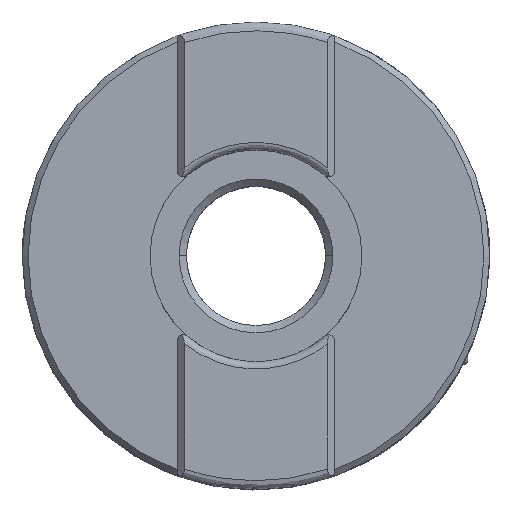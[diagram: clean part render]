
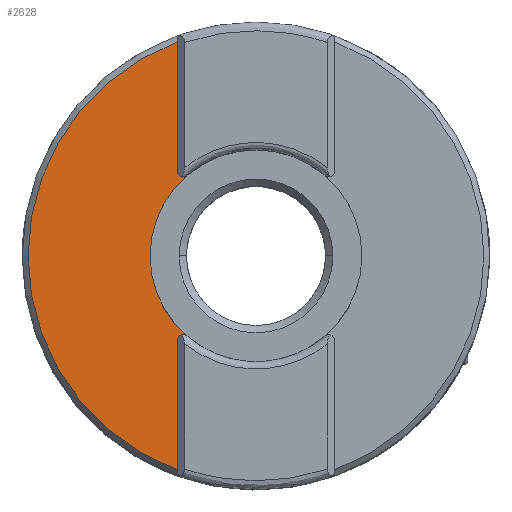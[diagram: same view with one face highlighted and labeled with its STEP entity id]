
A CAD part, top view. The second image highlights one B-rep face of the part: STEP entity #2628.
In plain terms, the highlighted planar face has unit normal (0, 0, 1).
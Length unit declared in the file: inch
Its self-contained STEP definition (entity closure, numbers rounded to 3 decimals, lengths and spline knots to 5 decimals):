
#32 = ORIENTED_EDGE ( 'NONE', *, *, #2659, .F. ) ;
#42 = CARTESIAN_POINT ( 'NONE',  ( 0., 0., 0.56693 ) ) ;
#119 = ORIENTED_EDGE ( 'NONE', *, *, #2612, .F. ) ;
#192 = DIRECTION ( 'NONE',  ( 0., 1., 0. ) ) ;
#256 = DIRECTION ( 'NONE',  ( 1., 0., 0. ) ) ;
#483 = CARTESIAN_POINT ( 'NONE',  ( 0., 0., 0.56693 ) ) ;
#491 = CARTESIAN_POINT ( 'NONE',  ( -0.21201, -0.22846, 0.56693 ) ) ;
#506 = CARTESIAN_POINT ( 'NONE',  ( -0.19626, -0.22846, 0.56693 ) ) ;
#510 = LINE ( 'NONE', #1348, #2042 ) ;
#556 = CARTESIAN_POINT ( 'NONE',  ( -0.186, -0.21651, 0.56693 ) ) ;
#559 = AXIS2_PLACEMENT_3D ( 'NONE', #3162, #3195, #3475 ) ;
#722 = CIRCLE ( 'NONE', #2153, 0.61417 ) ;
#785 = FACE_OUTER_BOUND ( 'NONE', #3237, .T. ) ;
#819 = EDGE_CURVE ( 'NONE', #1227, #3043, #1032, .T. ) ;
#842 = CARTESIAN_POINT ( 'NONE',  ( -0.19626, 0.22846, 0.56693 ) ) ;
#938 = CARTESIAN_POINT ( 'NONE',  ( 0., 0., 0.56693 ) ) ;
#1003 = AXIS2_PLACEMENT_3D ( 'NONE', #483, #3027, #3586 ) ;
#1032 = CIRCLE ( 'NONE', #1684, 0.28543 ) ;
#1041 = CARTESIAN_POINT ( 'NONE',  ( -0.21201, 0., 0.56693 ) ) ;
#1180 = CIRCLE ( 'NONE', #3369, 0.01575 ) ;
#1188 = CARTESIAN_POINT ( 'NONE',  ( -0.28543, 0., 0.56693 ) ) ;
#1227 = VERTEX_POINT ( 'NONE', #1188 ) ;
#1348 = CARTESIAN_POINT ( 'NONE',  ( -0.21201, 0., 0.56693 ) ) ;
#1366 = DIRECTION ( 'NONE',  ( 0., 1., 0. ) ) ;
#1398 = DIRECTION ( 'NONE',  ( 0., 0., 1. ) ) ;
#1684 = AXIS2_PLACEMENT_3D ( 'NONE', #42, #3424, #2307 ) ;
#1704 = EDGE_CURVE ( 'NONE', #3390, #3048, #2709, .T. ) ;
#1786 = CARTESIAN_POINT ( 'NONE',  ( -0.21201, -0.57642, 0.56693 ) ) ;
#1919 = CIRCLE ( 'NONE', #559, 0.28543 ) ;
#2001 = EDGE_CURVE ( 'NONE', #3390, #2644, #722, .T. ) ;
#2042 = VECTOR ( 'NONE', #1366, 39.37008 ) ;
#2072 = AXIS2_PLACEMENT_3D ( 'NONE', #842, #2499, #256 ) ;
#2081 = ORIENTED_EDGE ( 'NONE', *, *, #2001, .F. ) ;
#2153 = AXIS2_PLACEMENT_3D ( 'NONE', #938, #2345, #3463 ) ;
#2307 = DIRECTION ( 'NONE',  ( 1., 0., 0. ) ) ;
#2345 = DIRECTION ( 'NONE',  ( 0., 0., -1. ) ) ;
#2499 = DIRECTION ( 'NONE',  ( 0., 0., 1. ) ) ;
#2560 = ORIENTED_EDGE ( 'NONE', *, *, #3305, .T. ) ;
#2612 = EDGE_CURVE ( 'NONE', #2893, #3048, #1180, .T. ) ;
#2628 = ADVANCED_FACE ( 'NONE', ( #785 ), #2775, .T. ) ;
#2644 = VERTEX_POINT ( 'NONE', #2755 ) ;
#2659 = EDGE_CURVE ( 'NONE', #2736, #3043, #2721, .T. ) ;
#2673 = ORIENTED_EDGE ( 'NONE', *, *, #1704, .T. ) ;
#2709 = LINE ( 'NONE', #1041, #3450 ) ;
#2721 = CIRCLE ( 'NONE', #2072, 0.01575 ) ;
#2736 = VERTEX_POINT ( 'NONE', #3676 ) ;
#2755 = CARTESIAN_POINT ( 'NONE',  ( -0.21201, 0.57642, 0.56693 ) ) ;
#2775 = PLANE ( 'NONE',  #1003 ) ;
#2799 = ORIENTED_EDGE ( 'NONE', *, *, #3422, .T. ) ;
#2893 = VERTEX_POINT ( 'NONE', #556 ) ;
#3027 = DIRECTION ( 'NONE',  ( 0., 0., 1. ) ) ;
#3043 = VERTEX_POINT ( 'NONE', #3291 ) ;
#3048 = VERTEX_POINT ( 'NONE', #491 ) ;
#3066 = DIRECTION ( 'NONE',  ( 1., 0., 0. ) ) ;
#3162 = CARTESIAN_POINT ( 'NONE',  ( 0., 0., 0.56693 ) ) ;
#3195 = DIRECTION ( 'NONE',  ( 0., 0., -1. ) ) ;
#3237 = EDGE_LOOP ( 'NONE', ( #2081, #2673, #119, #2799, #3537, #32, #2560 ) ) ;
#3291 = CARTESIAN_POINT ( 'NONE',  ( -0.186, 0.21651, 0.56693 ) ) ;
#3305 = EDGE_CURVE ( 'NONE', #2736, #2644, #510, .T. ) ;
#3369 = AXIS2_PLACEMENT_3D ( 'NONE', #506, #1398, #3066 ) ;
#3390 = VERTEX_POINT ( 'NONE', #1786 ) ;
#3422 = EDGE_CURVE ( 'NONE', #2893, #1227, #1919, .T. ) ;
#3424 = DIRECTION ( 'NONE',  ( 0., 0., -1. ) ) ;
#3450 = VECTOR ( 'NONE', #192, 39.37008 ) ;
#3463 = DIRECTION ( 'NONE',  ( 0., 1., 0. ) ) ;
#3475 = DIRECTION ( 'NONE',  ( 1., 0., 0. ) ) ;
#3537 = ORIENTED_EDGE ( 'NONE', *, *, #819, .T. ) ;
#3586 = DIRECTION ( 'NONE',  ( 1., 0., 0. ) ) ;
#3676 = CARTESIAN_POINT ( 'NONE',  ( -0.21201, 0.22846, 0.56693 ) ) ;
